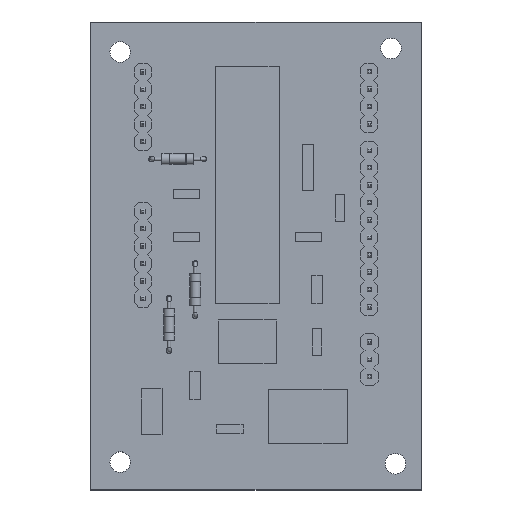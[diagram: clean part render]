
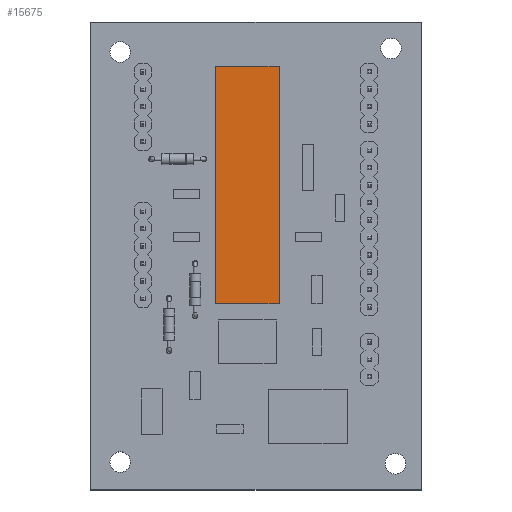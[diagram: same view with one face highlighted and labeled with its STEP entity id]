
A CAD part, top view. The second image highlights one B-rep face of the part: STEP entity #15675.
In plain terms, the highlighted planar face has unit normal (0, 0, 1).
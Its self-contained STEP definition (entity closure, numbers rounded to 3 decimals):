
#1158=PLANE('',#16927);
#2008=FACE_OUTER_BOUND('',#3061,.T.);
#3061=EDGE_LOOP('',(#11902,#11903,#11904,#11905));
#4002=LINE('',#22537,#5877);
#4003=LINE('',#22539,#5878);
#4004=LINE('',#22541,#5879);
#4005=LINE('',#22542,#5880);
#5877=VECTOR('',#18495,10.);
#5878=VECTOR('',#18496,10.);
#5879=VECTOR('',#18497,10.);
#5880=VECTOR('',#18498,10.);
#8057=VERTEX_POINT('',#22535);
#8058=VERTEX_POINT('',#22536);
#8059=VERTEX_POINT('',#22538);
#8060=VERTEX_POINT('',#22540);
#9486=EDGE_CURVE('',#8057,#8058,#4002,.T.);
#9487=EDGE_CURVE('',#8058,#8059,#4003,.T.);
#9488=EDGE_CURVE('',#8059,#8060,#4004,.T.);
#9489=EDGE_CURVE('',#8060,#8057,#4005,.T.);
#11902=ORIENTED_EDGE('',*,*,#9486,.T.);
#11903=ORIENTED_EDGE('',*,*,#9487,.T.);
#11904=ORIENTED_EDGE('',*,*,#9488,.T.);
#11905=ORIENTED_EDGE('',*,*,#9489,.T.);
#15675=ADVANCED_FACE('',(#2008),#1158,.T.);
#16927=AXIS2_PLACEMENT_3D('',#22534,#18493,#18494);
#18493=DIRECTION('center_axis',(0.,0.,1.));
#18494=DIRECTION('ref_axis',(1.,0.,0.));
#18495=DIRECTION('',(0.,1.,0.));
#18496=DIRECTION('',(-1.,0.,0.));
#18497=DIRECTION('',(0.,-1.,0.));
#18498=DIRECTION('',(1.,0.,0.));
#22534=CARTESIAN_POINT('Origin',(0.,0.,
2.017));
#22535=CARTESIAN_POINT('',(17.323,-4.624,2.017));
#22536=CARTESIAN_POINT('',(17.323,4.624,2.017));
#22537=CARTESIAN_POINT('',(17.323,0.,2.017));
#22538=CARTESIAN_POINT('',(-17.323,4.624,2.017));
#22539=CARTESIAN_POINT('',(0.,4.624,2.017));
#22540=CARTESIAN_POINT('',(-17.323,-4.624,2.017));
#22541=CARTESIAN_POINT('',(-17.323,0.,2.017));
#22542=CARTESIAN_POINT('',(0.,-4.624,2.017));
